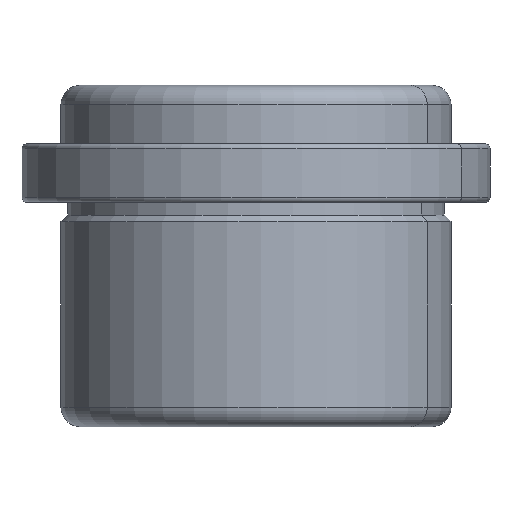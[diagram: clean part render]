
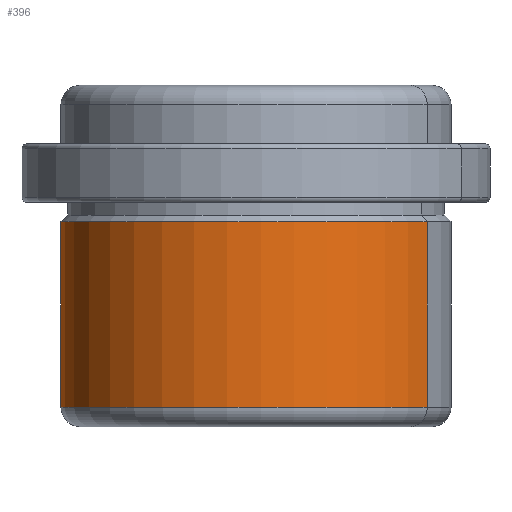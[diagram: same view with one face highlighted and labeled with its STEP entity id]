
A CAD part, front view. The second image highlights one B-rep face of the part: STEP entity #396.
In plain terms, the highlighted cylindrical face has radius 20 mm (diameter 40 mm), a partial arc.
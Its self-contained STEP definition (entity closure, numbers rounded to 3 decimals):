
#149=CARTESIAN_POINT('Vertex',(-17.552,9.589,-2.)) ;
#151=CARTESIAN_POINT('Vertex',(17.552,-9.589,-2.)) ;
#180=CARTESIAN_POINT('Axis2P3D Location',(0.,0.,-2.)) ;
#240=CARTESIAN_POINT('Axis2P3D Location',(0.,0.,-5.5)) ;
#359=CARTESIAN_POINT('Line Origine',(-17.552,9.589,-5.5)) ;
#363=CARTESIAN_POINT('Vertex',(-17.552,9.589,-21.)) ;
#366=CARTESIAN_POINT('Line Origine',(17.552,-9.589,-5.5)) ;
#370=CARTESIAN_POINT('Vertex',(17.552,-9.589,-21.)) ;
#385=CARTESIAN_POINT('Axis2P3D Location',(0.,0.,-21.)) ;
#181=DIRECTION('Axis2P3D Direction',(0.,0.,-1.)) ;
#241=DIRECTION('Axis2P3D Direction',(0.,0.,-1.)) ;
#242=DIRECTION('Axis2P3D XDirection',(-0.878,0.479,-0.)) ;
#360=DIRECTION('Vector Direction',(0.,0.,-1.)) ;
#367=DIRECTION('Vector Direction',(0.,0.,-1.)) ;
#386=DIRECTION('Axis2P3D Direction',(0.,0.,-1.)) ;
#182=AXIS2_PLACEMENT_3D('Circle Axis2P3D',#180,#181,$) ;
#243=AXIS2_PLACEMENT_3D('Cylinder Axis2P3D',#240,#241,#242) ;
#387=AXIS2_PLACEMENT_3D('Circle Axis2P3D',#385,#386,$) ;
#391=ORIENTED_EDGE('',*,*,#372,.T.) ;
#392=ORIENTED_EDGE('',*,*,#184,.T.) ;
#393=ORIENTED_EDGE('',*,*,#365,.F.) ;
#394=ORIENTED_EDGE('',*,*,#389,.F.) ;
#361=VECTOR('Line Direction',#360,1.) ;
#368=VECTOR('Line Direction',#367,1.) ;
#396=ADVANCED_FACE('PartBody',(#395),#244,.T.) ;
#183=CIRCLE('generated circle',#182,20.) ;
#388=CIRCLE('generated circle',#387,20.) ;
#244=CYLINDRICAL_SURFACE('generated cylinder',#243,20.) ;
#184=EDGE_CURVE('',#152,#150,#183,.T.) ;
#365=EDGE_CURVE('',#364,#150,#362,.F.) ;
#372=EDGE_CURVE('',#371,#152,#369,.F.) ;
#389=EDGE_CURVE('',#371,#364,#388,.T.) ;
#390=EDGE_LOOP('',(#391,#392,#393,#394)) ;
#395=FACE_OUTER_BOUND('',#390,.T.) ;
#362=LINE('Line',#359,#361) ;
#369=LINE('Line',#366,#368) ;
#150=VERTEX_POINT('',#149) ;
#152=VERTEX_POINT('',#151) ;
#364=VERTEX_POINT('',#363) ;
#371=VERTEX_POINT('',#370) ;
